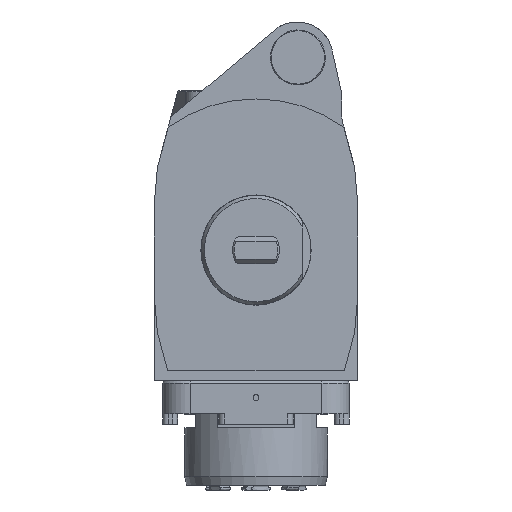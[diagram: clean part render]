
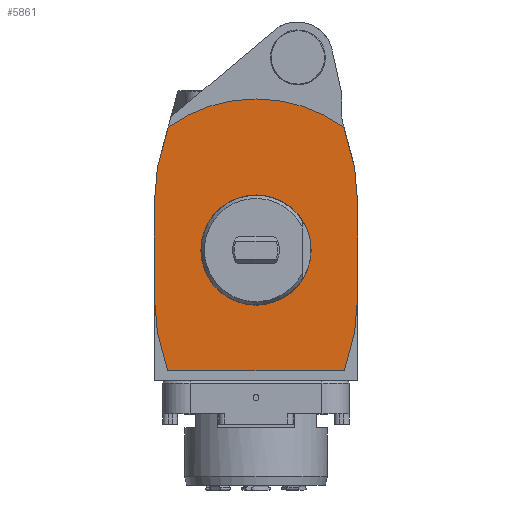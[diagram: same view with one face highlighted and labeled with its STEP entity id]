
A CAD part, front view. The second image highlights one B-rep face of the part: STEP entity #5861.
In plain terms, the highlighted planar face has unit normal (0, -1, 0).
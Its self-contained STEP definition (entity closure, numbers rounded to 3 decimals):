
#3 = EDGE_CURVE ( 'NONE', #5824, #4188, #27300, .T. ) ;
#8 = VECTOR ( 'NONE', #28773, 1000. ) ;
#75 = ORIENTED_EDGE ( 'NONE', *, *, #3, .T. ) ;
#84 = VERTEX_POINT ( 'NONE', #24917 ) ;
#116 = EDGE_CURVE ( 'NONE', #4188, #15463, #9409, .T. ) ;
#176 = DIRECTION ( 'NONE',  ( 0., 0., 1. ) ) ;
#219 = ORIENTED_EDGE ( 'NONE', *, *, #116, .T. ) ;
#294 = EDGE_LOOP ( 'NONE', ( #23969, #4784, #1428, #75, #219, #17502, #17773, #14004, #18337, #22778, #21562, #26749 ) ) ;
#304 = VERTEX_POINT ( 'NONE', #27233 ) ;
#373 = CARTESIAN_POINT ( 'NONE',  ( 41.003, -130., 10.987 ) ) ;
#1042 = FACE_OUTER_BOUND ( 'NONE', #294, .T. ) ;
#1262 = CARTESIAN_POINT ( 'NONE',  ( -37., -130., -17.21 ) ) ;
#1428 = ORIENTED_EDGE ( 'NONE', *, *, #16385, .F. ) ;
#1584 = EDGE_CURVE ( 'NONE', #5028, #22569, #16266, .T. ) ;
#1847 = CARTESIAN_POINT ( 'NONE',  ( 35.867, -130., -30.155 ) ) ;
#2848 = DIRECTION ( 'NONE',  ( -0.087, 0., -0.996 ) ) ;
#3084 = DIRECTION ( 'NONE',  ( 0.259, 0., 0.966 ) ) ;
#3330 = LINE ( 'NONE', #21684, #26217 ) ;
#3360 = CARTESIAN_POINT ( 'NONE',  ( -41.003, -130., -10.987 ) ) ;
#3507 = LINE ( 'NONE', #15730, #28010 ) ;
#4188 = VERTEX_POINT ( 'NONE', #9733 ) ;
#4546 = EDGE_CURVE ( 'NONE', #22569, #15463, #3507, .T. ) ;
#4784 = ORIENTED_EDGE ( 'NONE', *, *, #19970, .F. ) ;
#4945 = EDGE_CURVE ( 'NONE', #7347, #7347, #15667, .T. ) ;
#5028 = VERTEX_POINT ( 'NONE', #13847 ) ;
#5824 = VERTEX_POINT ( 'NONE', #12229 ) ;
#5861 = ADVANCED_FACE ( 'Defeature completata1_10', ( #1042, #10120 ), #19226, .F. ) ;
#6113 = VERTEX_POINT ( 'NONE', #23384 ) ;
#6585 = AXIS2_PLACEMENT_3D ( 'NONE', #26984, #9092, #176 ) ;
#6866 = DIRECTION ( 'NONE',  ( -0.259, 0., -0.966 ) ) ;
#7347 = VERTEX_POINT ( 'NONE', #16477 ) ;
#9092 = DIRECTION ( 'NONE',  ( 0., 1., 0. ) ) ;
#9350 = DIRECTION ( 'NONE',  ( 0.087, 0., -0.996 ) ) ;
#9368 = CARTESIAN_POINT ( 'NONE',  ( -32.158, -130., -44. ) ) ;
#9409 = LINE ( 'NONE', #18519, #22494 ) ;
#9594 = LINE ( 'NONE', #373, #25000 ) ;
#9733 = CARTESIAN_POINT ( 'NONE',  ( -35.867, -130., 30.155 ) ) ;
#10120 = FACE_BOUND ( 'NONE', #28077, .T. ) ;
#11730 = DIRECTION ( 'NONE',  ( 0., 0., -1. ) ) ;
#12229 = CARTESIAN_POINT ( 'NONE',  ( -31.952, -130., 44.767 ) ) ;
#12490 = CARTESIAN_POINT ( 'NONE',  ( 41.003, -130., -10.987 ) ) ;
#12632 = DIRECTION ( 'NONE',  ( 0., 0., 1. ) ) ;
#13031 = EDGE_CURVE ( 'NONE', #23896, #5028, #26026, .T. ) ;
#13847 = CARTESIAN_POINT ( 'NONE',  ( -35.867, -130., -30.155 ) ) ;
#13894 = CARTESIAN_POINT ( 'NONE',  ( -37., -130., 17.21 ) ) ;
#14004 = ORIENTED_EDGE ( 'NONE', *, *, #13031, .F. ) ;
#14254 = EDGE_CURVE ( 'NONE', #6113, #23896, #3330, .T. ) ;
#14264 = CARTESIAN_POINT ( 'NONE',  ( 38.213, -130., 3.343 ) ) ;
#14933 = AXIS2_PLACEMENT_3D ( 'NONE', #29489, #16214, #11730 ) ;
#15032 = CARTESIAN_POINT ( 'NONE',  ( -38.213, -130., -3.343 ) ) ;
#15106 = EDGE_CURVE ( 'NONE', #304, #21689, #25586, .T. ) ;
#15251 = VECTOR ( 'NONE', #22513, 1000. ) ;
#15351 = VECTOR ( 'NONE', #6866, 1000. ) ;
#15463 = VERTEX_POINT ( 'NONE', #13894 ) ;
#15624 = CARTESIAN_POINT ( 'NONE',  ( 37., -130., 17.21 ) ) ;
#15667 = CIRCLE ( 'NONE', #6585, 20.059 ) ;
#15730 = CARTESIAN_POINT ( 'NONE',  ( -37., -130., 0. ) ) ;
#16105 = CARTESIAN_POINT ( 'NONE',  ( 37., -130., 0. ) ) ;
#16214 = DIRECTION ( 'NONE',  ( 0., 1., 0. ) ) ;
#16266 = LINE ( 'NONE', #15032, #8 ) ;
#16361 = ORIENTED_EDGE ( 'NONE', *, *, #4945, .T. ) ;
#16385 = EDGE_CURVE ( 'NONE', #5824, #84, #28264, .T. ) ;
#16477 = CARTESIAN_POINT ( 'NONE',  ( 0., -130., 20.059 ) ) ;
#17008 = CARTESIAN_POINT ( 'NONE',  ( 0., -130., 21.2 ) ) ;
#17369 = VECTOR ( 'NONE', #3084, 1000. ) ;
#17502 = ORIENTED_EDGE ( 'NONE', *, *, #4546, .F. ) ;
#17773 = ORIENTED_EDGE ( 'NONE', *, *, #1584, .F. ) ;
#18264 = DIRECTION ( 'NONE',  ( 0.087, 0., 0.996 ) ) ;
#18337 = ORIENTED_EDGE ( 'NONE', *, *, #14254, .F. ) ;
#18420 = VECTOR ( 'NONE', #18264, 1000. ) ;
#18519 = CARTESIAN_POINT ( 'NONE',  ( -38.213, -130., 3.343 ) ) ;
#19226 = PLANE ( 'NONE',  #26637 ) ;
#19314 = DIRECTION ( 'NONE',  ( -1., 0., 0. ) ) ;
#19342 = DIRECTION ( 'NONE',  ( -0.259, 0., 0.966 ) ) ;
#19373 = DIRECTION ( 'NONE',  ( 0., 1., 0. ) ) ;
#19970 = EDGE_CURVE ( 'NONE', #84, #304, #9594, .T. ) ;
#20616 = VECTOR ( 'NONE', #9350, 1000. ) ;
#20619 = EDGE_CURVE ( 'NONE', #27643, #28428, #27027, .T. ) ;
#20934 = DIRECTION ( 'NONE',  ( 0.259, 0., -0.966 ) ) ;
#21562 = ORIENTED_EDGE ( 'NONE', *, *, #20619, .T. ) ;
#21684 = CARTESIAN_POINT ( 'NONE',  ( 0., -130., -44. ) ) ;
#21689 = VERTEX_POINT ( 'NONE', #15624 ) ;
#22084 = EDGE_CURVE ( 'NONE', #6113, #27643, #26173, .T. ) ;
#22494 = VECTOR ( 'NONE', #2848, 1000. ) ;
#22513 = DIRECTION ( 'NONE',  ( 0., 0., 1. ) ) ;
#22569 = VERTEX_POINT ( 'NONE', #1262 ) ;
#22585 = CARTESIAN_POINT ( 'NONE',  ( 37., -130., -17.21 ) ) ;
#22778 = ORIENTED_EDGE ( 'NONE', *, *, #22084, .T. ) ;
#23384 = CARTESIAN_POINT ( 'NONE',  ( 32.158, -130., -44. ) ) ;
#23872 = EDGE_CURVE ( 'NONE', #28428, #21689, #25322, .T. ) ;
#23896 = VERTEX_POINT ( 'NONE', #9368 ) ;
#23969 = ORIENTED_EDGE ( 'NONE', *, *, #15106, .F. ) ;
#24917 = CARTESIAN_POINT ( 'NONE',  ( 31.952, -130., 44.767 ) ) ;
#25000 = VECTOR ( 'NONE', #20934, 1000. ) ;
#25322 = LINE ( 'NONE', #16105, #15251 ) ;
#25586 = LINE ( 'NONE', #14264, #20616 ) ;
#26026 = LINE ( 'NONE', #3360, #28907 ) ;
#26054 = DIRECTION ( 'NONE',  ( 0., 0., -1. ) ) ;
#26173 = LINE ( 'NONE', #12490, #17369 ) ;
#26217 = VECTOR ( 'NONE', #19314, 1000. ) ;
#26637 = AXIS2_PLACEMENT_3D ( 'NONE', #17008, #19373, #26054 ) ;
#26749 = ORIENTED_EDGE ( 'NONE', *, *, #23872, .T. ) ;
#26984 = CARTESIAN_POINT ( 'NONE',  ( 0., -130., 0. ) ) ;
#27027 = LINE ( 'NONE', #27332, #18420 ) ;
#27233 = CARTESIAN_POINT ( 'NONE',  ( 35.867, -130., 30.155 ) ) ;
#27300 = LINE ( 'NONE', #27605, #15351 ) ;
#27332 = CARTESIAN_POINT ( 'NONE',  ( 38.213, -130., -3.343 ) ) ;
#27605 = CARTESIAN_POINT ( 'NONE',  ( -41.003, -130., 10.987 ) ) ;
#27643 = VERTEX_POINT ( 'NONE', #1847 ) ;
#28010 = VECTOR ( 'NONE', #12632, 1000. ) ;
#28077 = EDGE_LOOP ( 'NONE', ( #16361 ) ) ;
#28264 = CIRCLE ( 'NONE', #14933, 55. ) ;
#28428 = VERTEX_POINT ( 'NONE', #22585 ) ;
#28773 = DIRECTION ( 'NONE',  ( -0.087, 0., 0.996 ) ) ;
#28907 = VECTOR ( 'NONE', #19342, 1000. ) ;
#29489 = CARTESIAN_POINT ( 'NONE',  ( 0., -130., 0. ) ) ;
